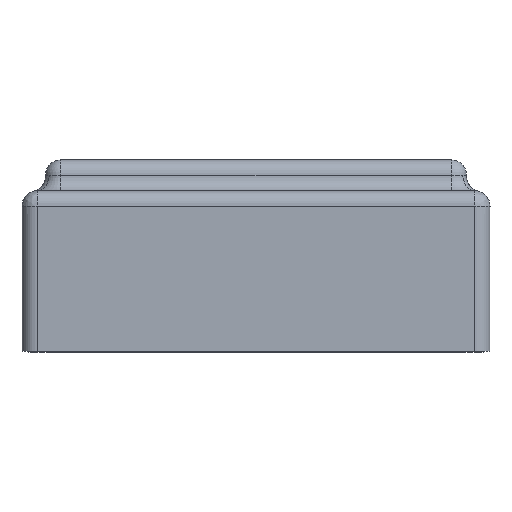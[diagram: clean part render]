
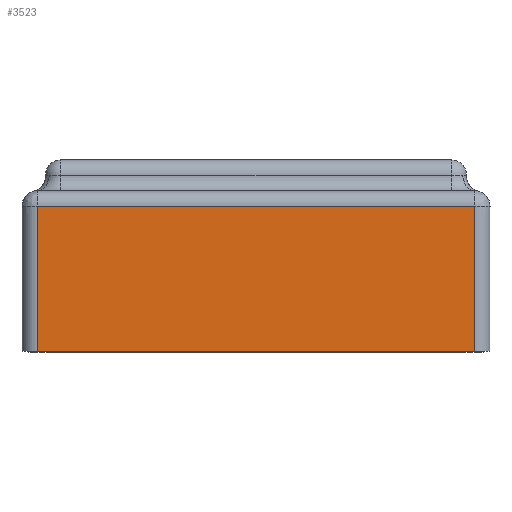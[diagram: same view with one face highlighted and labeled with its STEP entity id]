
A CAD part, front view. The second image highlights one B-rep face of the part: STEP entity #3523.
In plain terms, the highlighted planar face has unit normal (0, -1, 0).
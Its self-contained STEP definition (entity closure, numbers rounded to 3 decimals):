
#3523=ADVANCED_FACE('',(#6789),#6791,.T.);
#6789=FACE_BOUND('',#6790,.T.);
#6790=EDGE_LOOP('',(#9202,#9203,#9204,#9205));
#6791=PLANE('',#6792);
#6792=AXIS2_PLACEMENT_3D('',#6793,#6794,#6795);
#6793=CARTESIAN_POINT('',(-3.8,-5.15,0.));
#6794=DIRECTION('',(0.,-1.,0.));
#6795=DIRECTION('',(1.,0.,0.));
#9202=ORIENTED_EDGE('',*,*,#10453,.T.);
#9203=ORIENTED_EDGE('',*,*,#10469,.F.);
#9204=ORIENTED_EDGE('',*,*,#10470,.T.);
#9205=ORIENTED_EDGE('',*,*,#10471,.T.);
#10453=EDGE_CURVE('',#12341,#12342,#12343,.T.);
#10469=EDGE_CURVE('',#12365,#12342,#12366,.T.);
#10470=EDGE_CURVE('',#12365,#12367,#12368,.T.);
#10471=EDGE_CURVE('',#12367,#12341,#12369,.T.);
#12341=VERTEX_POINT('',#16705);
#12342=VERTEX_POINT('',#16706);
#12343=LINE('',#16707,#16708);
#12365=VERTEX_POINT('',#16767);
#12366=LINE('',#16768,#16769);
#12367=VERTEX_POINT('',#16771);
#12368=LINE('',#16772,#16773);
#12369=LINE('',#16775,#16776);
#16705=CARTESIAN_POINT('',(3.55,-5.15,2.36));
#16706=CARTESIAN_POINT('',(-3.55,-5.15,2.36));
#16707=CARTESIAN_POINT('',(3.55,-5.15,2.36));
#16708=VECTOR('',#16709,1.);
#16709=DIRECTION('',(-1.,0.,0.));
#16767=CARTESIAN_POINT('',(-3.55,-5.15,0.));
#16768=CARTESIAN_POINT('',(-3.55,-5.15,0.));
#16769=VECTOR('',#16770,1.);
#16770=DIRECTION('',(0.,0.,1.));
#16771=CARTESIAN_POINT('',(3.55,-5.15,0.));
#16772=CARTESIAN_POINT('',(-3.55,-5.15,0.));
#16773=VECTOR('',#16774,1.);
#16774=DIRECTION('',(1.,0.,0.));
#16775=CARTESIAN_POINT('',(3.55,-5.15,0.));
#16776=VECTOR('',#16777,1.);
#16777=DIRECTION('',(0.,0.,1.));
